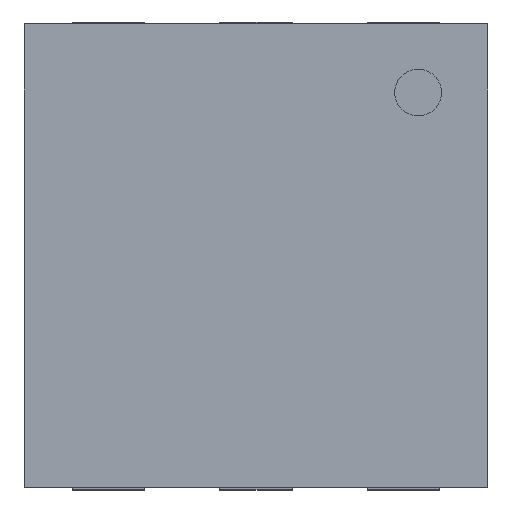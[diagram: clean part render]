
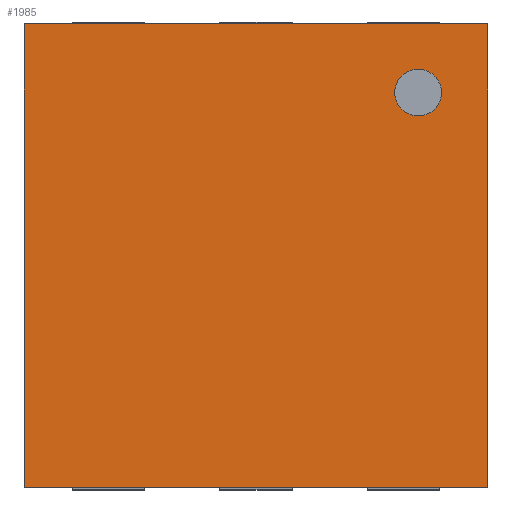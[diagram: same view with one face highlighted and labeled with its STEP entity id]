
A CAD part, top view. The second image highlights one B-rep face of the part: STEP entity #1985.
In plain terms, the highlighted planar face has unit normal (0, 0, 1).
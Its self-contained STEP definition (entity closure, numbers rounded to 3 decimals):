
#49=CIRCLE('',#2096,0.104);
#336=ORIENTED_EDGE('',*,*,#654,.T.);
#337=ORIENTED_EDGE('',*,*,#605,.T.);
#338=ORIENTED_EDGE('',*,*,#647,.T.);
#339=ORIENTED_EDGE('',*,*,#652,.T.);
#340=ORIENTED_EDGE('',*,*,#653,.T.);
#605=EDGE_CURVE('',#788,#787,#943,.T.);
#647=EDGE_CURVE('',#787,#824,#972,.T.);
#652=EDGE_CURVE('',#824,#827,#977,.T.);
#653=EDGE_CURVE('',#827,#788,#978,.T.);
#654=EDGE_CURVE('',#828,#828,#49,.T.);
#787=VERTEX_POINT('',#2753);
#788=VERTEX_POINT('',#2755);
#824=VERTEX_POINT('',#2834);
#827=VERTEX_POINT('',#2843);
#828=VERTEX_POINT('',#2849);
#943=LINE('',#2754,#1111);
#972=LINE('',#2835,#1140);
#977=LINE('',#2844,#1145);
#978=LINE('',#2846,#1146);
#1111=VECTOR('',#2328,1000.);
#1140=VECTOR('',#2387,1000.);
#1145=VECTOR('',#2394,1000.);
#1146=VECTOR('',#2397,1000.);
#1239=EDGE_LOOP('',(#336));
#1240=EDGE_LOOP('',(#337,#338,#339,#340));
#1319=FACE_BOUND('',#1239,.T.);
#1320=FACE_BOUND('',#1240,.T.);
#1389=PLANE('',#2095);
#1985=ADVANCED_FACE('',(#1319,#1320),#1389,.T.);
#2095=AXIS2_PLACEMENT_3D('',#2847,#2398,#2399);
#2096=AXIS2_PLACEMENT_3D('',#2848,#2400,#2401);
#2328=DIRECTION('',(1.,0.,0.));
#2387=DIRECTION('',(0.,1.,0.));
#2394=DIRECTION('',(-1.,0.,0.));
#2397=DIRECTION('',(0.,-1.,0.));
#2398=DIRECTION('',(0.,0.,1.));
#2399=DIRECTION('',(1.,0.,0.));
#2400=DIRECTION('',(0.,0.,-1.));
#2401=DIRECTION('',(1.,0.,0.));
#2753=CARTESIAN_POINT('',(1.025,-1.025,0.75));
#2754=CARTESIAN_POINT('',(-1.025,-1.025,0.75));
#2755=CARTESIAN_POINT('',(-1.025,-1.025,0.75));
#2834=CARTESIAN_POINT('',(1.025,1.025,0.75));
#2835=CARTESIAN_POINT('',(1.025,-1.025,0.75));
#2843=CARTESIAN_POINT('',(-1.025,1.025,0.75));
#2844=CARTESIAN_POINT('',(1.025,1.025,0.75));
#2846=CARTESIAN_POINT('',(-1.025,1.025,0.75));
#2847=CARTESIAN_POINT('',(0.,0.,0.75));
#2848=CARTESIAN_POINT('',(0.717,0.722,0.75));
#2849=CARTESIAN_POINT('',(0.82,0.722,0.75));
